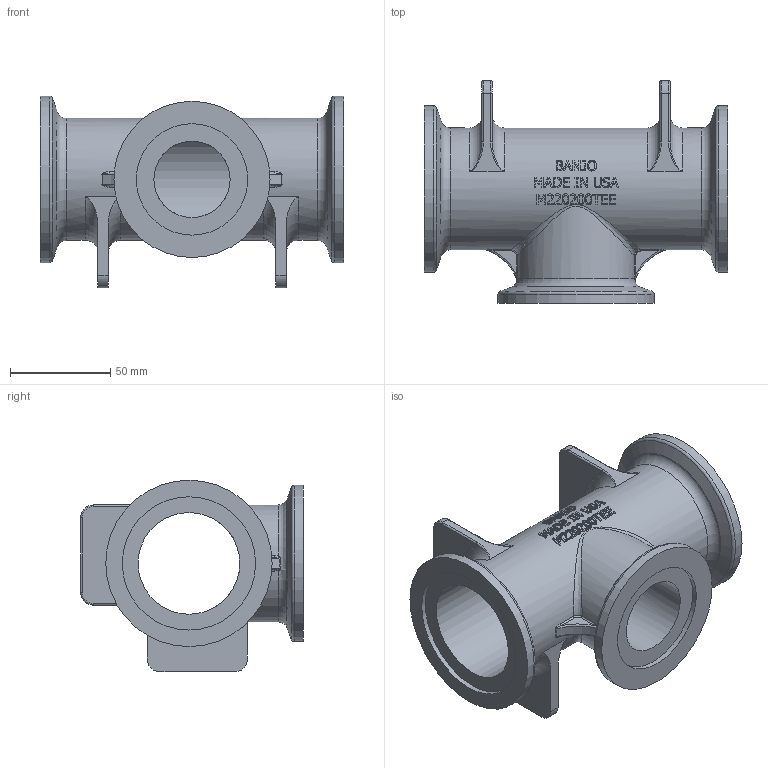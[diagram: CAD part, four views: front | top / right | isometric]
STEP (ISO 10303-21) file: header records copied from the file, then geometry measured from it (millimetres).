
FILE_DESCRIPTION((''),'2;1');
FILE_NAME('M220200TEE.stp','2013-05-20T15:25:25',('mclevenger'),(''),'Autodesk Inventor 2013','Autodesk Inventor 2013','');
FILE_SCHEMA(('AUTOMOTIVE_DESIGN { 1 0 10303 214 1 1 1 1 }'));
Length unit declared in the file: inch
Products named in the file (1): M220200TEE
Bounding box: 151.38 x 111.25 x 95.63 mm (x, y, z)
Volume: 256677.3 mm3; surface area: 87828.7 mm2
Topology: 1 solids, 1 shells, 488 faces, 1275 edges, 829 vertices
Faces by surface type: plane 216, bspline 165, cylinder 75, torus 29, cone 3
Full cylindrical faces by diameter (mm): 38.1 x1, 50.8 x1, 55.626 x1, 60.96 x1, 66.548 x2, 77.978 x1, 83.058 x2
Entity records: 18395 total; most frequent: CARTESIAN_POINT 7387, ORIENTED_EDGE 2488, DIRECTION 1872, EDGE_CURVE 1244, VERTEX_POINT 821, AXIS2_PLACEMENT_3D 651, VECTOR 570, LINE 570
